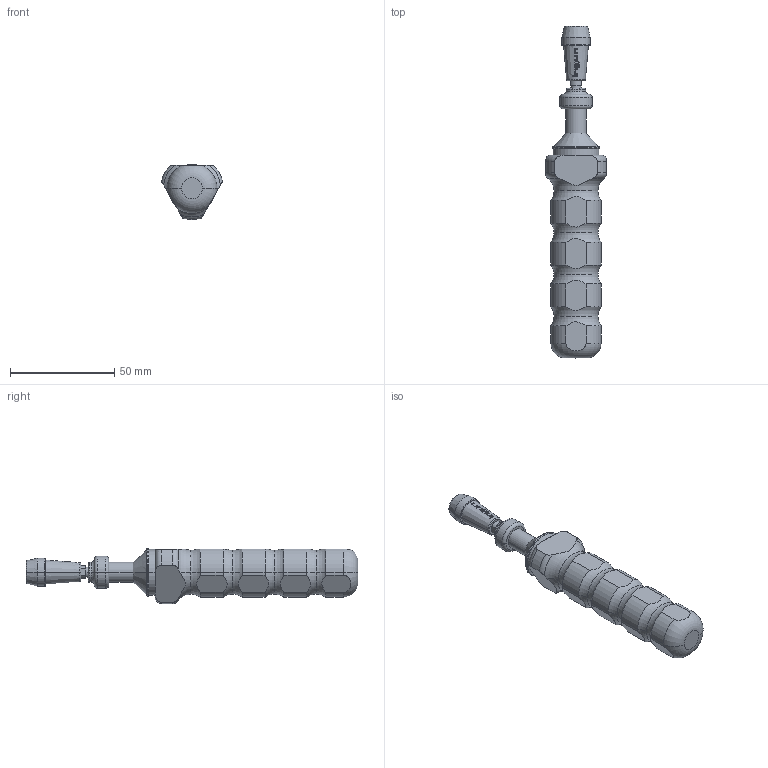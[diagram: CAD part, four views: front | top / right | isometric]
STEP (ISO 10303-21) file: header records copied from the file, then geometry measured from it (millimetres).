
FILE_DESCRIPTION (( 'STEP AP203' ), '1' );
FILE_NAME ('INGUN_DW-5-40.STEP', '2020-07-22T07:52:09', ( '' ), ( '' ), 'SwSTEP 2.0', 'SolidWorks 2018', '' );
FILE_SCHEMA (( 'CONFIG_CONTROL_DESIGN' ));
Length unit declared in the file: millimetre
Products named in the file (1): INGUN_DW-5-40
Bounding box: 29.25 x 159 x 26.4 mm (x, y, z)
Volume: 47835.7 mm3; surface area: 11014.8 mm2
Topology: 1 solids, 1 shells, 190 faces, 481 edges, 306 vertices
Faces by surface type: bspline 62, torus 43, plane 36, cylinder 35, cone 12, sphere 2
Entity records: 8537 total; most frequent: CARTESIAN_POINT 4406, ORIENTED_EDGE 954, DIRECTION 670, EDGE_CURVE 477, VERTEX_POINT 304, AXIS2_PLACEMENT_3D 292, B_SPLINE_CURVE_WITH_KNOTS 228, EDGE_LOOP 205
